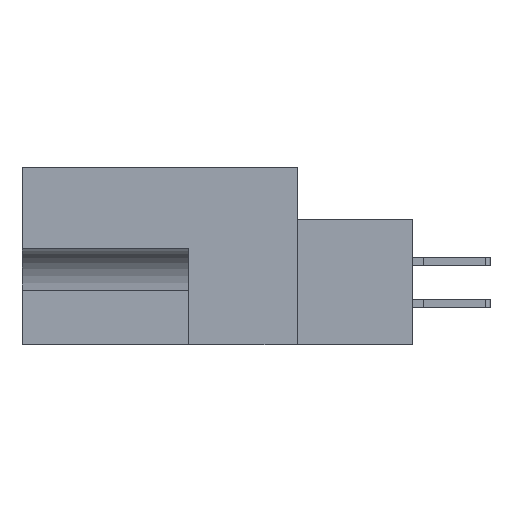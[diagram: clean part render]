
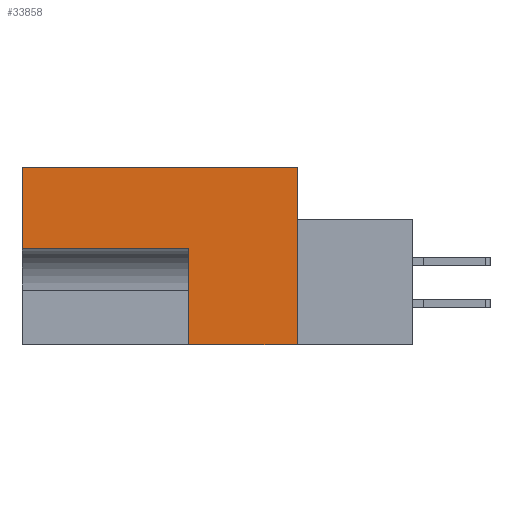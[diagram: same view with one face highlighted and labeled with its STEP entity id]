
A CAD part, left-side view. The second image highlights one B-rep face of the part: STEP entity #33858.
In plain terms, the highlighted planar face has unit normal (-1, 0, 0).
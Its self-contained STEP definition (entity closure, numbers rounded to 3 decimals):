
#1023 = LINE ( 'NONE', #29740, #31348 ) ;
#2707 = EDGE_CURVE ( 'NONE', #17541, #3807, #14667, .T. ) ;
#3807 = VERTEX_POINT ( 'NONE', #31241 ) ;
#3848 = CARTESIAN_POINT ( 'NONE',  ( 0., 8.255, -13.487 ) ) ;
#4248 = VERTEX_POINT ( 'NONE', #14539 ) ;
#7475 = CARTESIAN_POINT ( 'NONE',  ( 0., 20.955, 0. ) ) ;
#7638 = EDGE_LOOP ( 'NONE', ( #26419, #14904, #9521, #18048, #12468, #10057 ) ) ;
#8519 = CARTESIAN_POINT ( 'NONE',  ( 0., 8.255, -13.487 ) ) ;
#8923 = VECTOR ( 'NONE', #18899, 1000. ) ;
#9521 = ORIENTED_EDGE ( 'NONE', *, *, #23886, .F. ) ;
#9747 = EDGE_CURVE ( 'NONE', #31431, #29611, #1023, .T. ) ;
#10057 = ORIENTED_EDGE ( 'NONE', *, *, #15450, .F. ) ;
#11491 = LINE ( 'NONE', #32283, #30686 ) ;
#12468 = ORIENTED_EDGE ( 'NONE', *, *, #2707, .F. ) ;
#13314 = VERTEX_POINT ( 'NONE', #7475 ) ;
#14539 = CARTESIAN_POINT ( 'NONE',  ( 0., 0., 0. ) ) ;
#14667 = LINE ( 'NONE', #31869, #29528 ) ;
#14904 = ORIENTED_EDGE ( 'NONE', *, *, #26646, .F. ) ;
#15450 = EDGE_CURVE ( 'NONE', #29611, #17541, #16544, .T. ) ;
#16544 = LINE ( 'NONE', #8519, #31023 ) ;
#16872 = CARTESIAN_POINT ( 'NONE',  ( 0., 11.506, 0. ) ) ;
#17541 = VERTEX_POINT ( 'NONE', #34536 ) ;
#17853 = DIRECTION ( 'NONE',  ( 0., 0., -1. ) ) ;
#18048 = ORIENTED_EDGE ( 'NONE', *, *, #20716, .F. ) ;
#18071 = CARTESIAN_POINT ( 'NONE',  ( 0., 0., 0. ) ) ;
#18899 = DIRECTION ( 'NONE',  ( 0., 0., 1. ) ) ;
#19396 = AXIS2_PLACEMENT_3D ( 'NONE', #18071, #34380, #17853 ) ;
#20716 = EDGE_CURVE ( 'NONE', #3807, #13314, #34929, .T. ) ;
#23010 = LINE ( 'NONE', #16872, #27258 ) ;
#23734 = CARTESIAN_POINT ( 'NONE',  ( 0., 0., -13.487 ) ) ;
#23886 = EDGE_CURVE ( 'NONE', #13314, #4248, #23010, .T. ) ;
#24013 = DIRECTION ( 'NONE',  ( 0., 1., 0. ) ) ;
#26419 = ORIENTED_EDGE ( 'NONE', *, *, #9747, .F. ) ;
#26646 = EDGE_CURVE ( 'NONE', #4248, #31431, #11491, .T. ) ;
#26674 = DIRECTION ( 'NONE',  ( 0., 0., -1. ) ) ;
#27258 = VECTOR ( 'NONE', #33192, 1000. ) ;
#27625 = DIRECTION ( 'NONE',  ( 0., 0., 1. ) ) ;
#27782 = FACE_OUTER_BOUND ( 'NONE', #7638, .T. ) ;
#29528 = VECTOR ( 'NONE', #30169, 1000. ) ;
#29611 = VERTEX_POINT ( 'NONE', #3848 ) ;
#29740 = CARTESIAN_POINT ( 'NONE',  ( 0., -8.814, -13.487 ) ) ;
#30169 = DIRECTION ( 'NONE',  ( 0., 1., 0. ) ) ;
#30686 = VECTOR ( 'NONE', #26674, 1000. ) ;
#31023 = VECTOR ( 'NONE', #27625, 1000. ) ;
#31241 = CARTESIAN_POINT ( 'NONE',  ( 0., 20.955, -6.172 ) ) ;
#31348 = VECTOR ( 'NONE', #24013, 1000. ) ;
#31431 = VERTEX_POINT ( 'NONE', #23734 ) ;
#31869 = CARTESIAN_POINT ( 'NONE',  ( 0., 8.255, -6.172 ) ) ;
#32283 = CARTESIAN_POINT ( 'NONE',  ( 0., 0., 0. ) ) ;
#33192 = DIRECTION ( 'NONE',  ( 0., -1., 0. ) ) ;
#33569 = PLANE ( 'NONE',  #19396 ) ;
#33858 = ADVANCED_FACE ( 'NONE', ( #27782 ), #33569, .F. ) ;
#34380 = DIRECTION ( 'NONE',  ( 1., 0., 0. ) ) ;
#34536 = CARTESIAN_POINT ( 'NONE',  ( 0., 8.255, -6.172 ) ) ;
#34929 = LINE ( 'NONE', #35194, #8923 ) ;
#35194 = CARTESIAN_POINT ( 'NONE',  ( 0., 20.955, -13.487 ) ) ;
